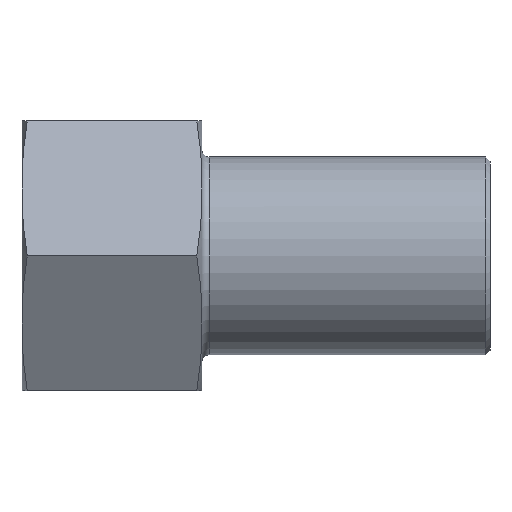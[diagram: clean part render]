
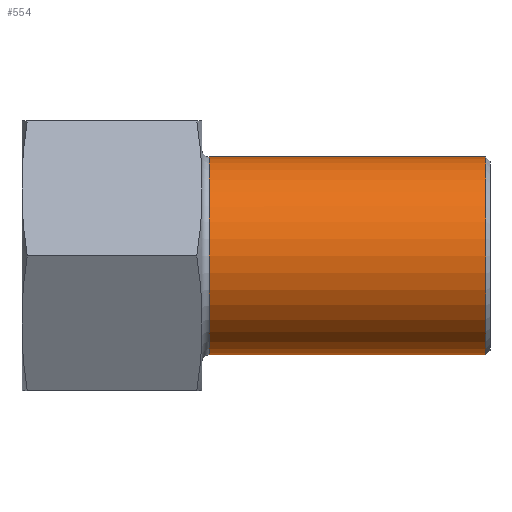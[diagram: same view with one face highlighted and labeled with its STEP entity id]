
A CAD part, front view. The second image highlights one B-rep face of the part: STEP entity #554.
In plain terms, the highlighted cylindrical face has radius 11 mm (diameter 22 mm), a full revolution.
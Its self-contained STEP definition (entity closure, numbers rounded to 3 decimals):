
#70=LINE('',#851,#97);
#97=VECTOR('',#689,11.);
#124=CYLINDRICAL_SURFACE('',#611,11.);
#129=FACE_OUTER_BOUND('',#161,.T.);
#161=EDGE_LOOP('',(#384,#385,#386,#387,#388,#389));
#196=CIRCLE('',#606,11.);
#200=CIRCLE('',#610,11.);
#201=CIRCLE('',#612,11.);
#202=CIRCLE('',#613,11.);
#232=VERTEX_POINT('',#840);
#233=VERTEX_POINT('',#841);
#236=VERTEX_POINT('',#850);
#237=VERTEX_POINT('',#852);
#291=EDGE_CURVE('',#232,#233,#196,.T.);
#295=EDGE_CURVE('',#233,#232,#200,.T.);
#296=EDGE_CURVE('',#233,#236,#70,.T.);
#297=EDGE_CURVE('',#237,#236,#201,.T.);
#298=EDGE_CURVE('',#236,#237,#202,.T.);
#384=ORIENTED_EDGE('',*,*,#291,.F.);
#385=ORIENTED_EDGE('',*,*,#295,.F.);
#386=ORIENTED_EDGE('',*,*,#296,.T.);
#387=ORIENTED_EDGE('',*,*,#297,.F.);
#388=ORIENTED_EDGE('',*,*,#298,.F.);
#389=ORIENTED_EDGE('',*,*,#296,.F.);
#554=ADVANCED_FACE('',(#129),#124,.T.);
#606=AXIS2_PLACEMENT_3D('',#842,#677,#678);
#610=AXIS2_PLACEMENT_3D('',#848,#685,#686);
#611=AXIS2_PLACEMENT_3D('',#849,#687,#688);
#612=AXIS2_PLACEMENT_3D('',#853,#690,#691);
#613=AXIS2_PLACEMENT_3D('',#854,#692,#693);
#677=DIRECTION('center_axis',(-1.,0.,0.));
#678=DIRECTION('ref_axis',(0.,0.,-1.));
#685=DIRECTION('center_axis',(-1.,0.,0.));
#686=DIRECTION('ref_axis',(0.,0.,-1.));
#687=DIRECTION('center_axis',(-1.,0.,0.));
#688=DIRECTION('ref_axis',(0.,0.,1.));
#689=DIRECTION('',(1.,0.,0.));
#690=DIRECTION('center_axis',(1.,0.,0.));
#691=DIRECTION('ref_axis',(0.,0.,-1.));
#692=DIRECTION('center_axis',(1.,0.,0.));
#693=DIRECTION('ref_axis',(0.,0.,-1.));
#840=CARTESIAN_POINT('',(-5.2,0.,11.));
#841=CARTESIAN_POINT('',(-5.2,0.,-11.));
#842=CARTESIAN_POINT('Origin',(-5.2,0.,0.));
#848=CARTESIAN_POINT('Origin',(-5.2,0.,0.));
#849=CARTESIAN_POINT('Origin',(10.,0.,0.));
#850=CARTESIAN_POINT('',(25.5,0.,-11.));
#851=CARTESIAN_POINT('',(10.,0.,-11.));
#852=CARTESIAN_POINT('',(25.5,0.,11.));
#853=CARTESIAN_POINT('Origin',(25.5,0.,0.));
#854=CARTESIAN_POINT('Origin',(25.5,0.,0.));
